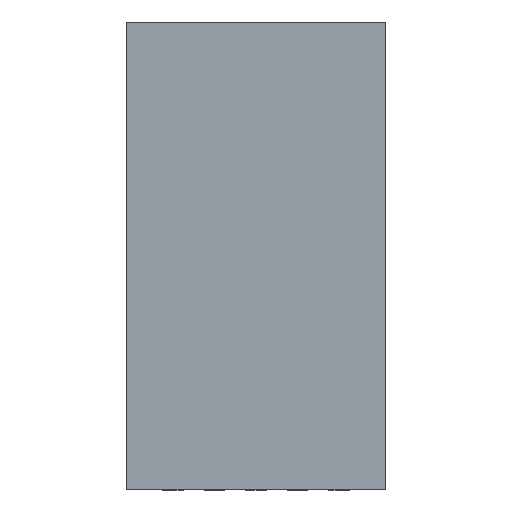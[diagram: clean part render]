
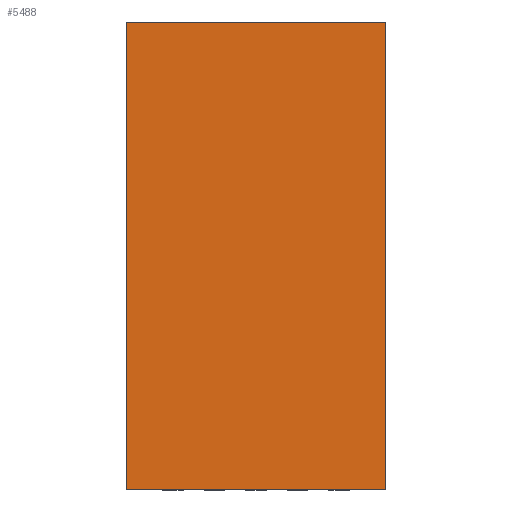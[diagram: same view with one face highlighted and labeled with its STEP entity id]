
A CAD part, top view. The second image highlights one B-rep face of the part: STEP entity #5488.
In plain terms, the highlighted face is planar.
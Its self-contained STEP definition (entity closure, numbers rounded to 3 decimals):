
#2526=DIRECTION('',(0.,0.,1.));
#2527=VECTOR('',#2526,4.5);
#2528=CARTESIAN_POINT('',(-1.25,0.775,-2.25));
#2529=LINE('',#2528,#2527);
#2533=DIRECTION('',(-1.,0.,0.));
#2534=VECTOR('',#2533,2.5);
#2535=CARTESIAN_POINT('',(1.25,0.775,-2.25));
#2536=LINE('',#2535,#2534);
#2540=DIRECTION('',(0.,0.,-1.));
#2541=VECTOR('',#2540,4.5);
#2542=CARTESIAN_POINT('',(1.25,0.775,2.25));
#2543=LINE('',#2542,#2541);
#2547=DIRECTION('',(1.,0.,0.));
#2548=VECTOR('',#2547,2.5);
#2549=CARTESIAN_POINT('',(-1.25,0.775,2.25));
#2550=LINE('',#2549,#2548);
#3234=CARTESIAN_POINT('',(-1.25,0.775,-2.25));
#3235=CARTESIAN_POINT('',(-1.25,0.775,2.25));
#3236=VERTEX_POINT('',#3234);
#3237=VERTEX_POINT('',#3235);
#3238=CARTESIAN_POINT('',(1.25,0.775,2.25));
#3239=VERTEX_POINT('',#3238);
#3240=CARTESIAN_POINT('',(1.25,0.775,-2.25));
#3241=VERTEX_POINT('',#3240);
#5477=CARTESIAN_POINT('',(0.,0.775,0.));
#5478=DIRECTION('',(0.,1.,0.));
#5479=DIRECTION('',(1.,0.,0.));
#5480=AXIS2_PLACEMENT_3D('',#5477,#5478,#5479);
#5481=PLANE('',#5480);
#5482=ORIENTED_EDGE('',*,*,#4338,.F.);
#5483=ORIENTED_EDGE('',*,*,#4977,.F.);
#5484=ORIENTED_EDGE('',*,*,#5324,.F.);
#5485=ORIENTED_EDGE('',*,*,#4156,.F.);
#5486=EDGE_LOOP('',(#5482,#5483,#5484,#5485));
#5487=FACE_OUTER_BOUND('',#5486,.F.);
#4156=EDGE_CURVE('',#3237,#3239,#2550,.T.);
#4338=EDGE_CURVE('',#3236,#3237,#2529,.T.);
#4977=EDGE_CURVE('',#3241,#3236,#2536,.T.);
#5324=EDGE_CURVE('',#3239,#3241,#2543,.T.);
#5488=ADVANCED_FACE('',(#5487),#5481,.T.);
